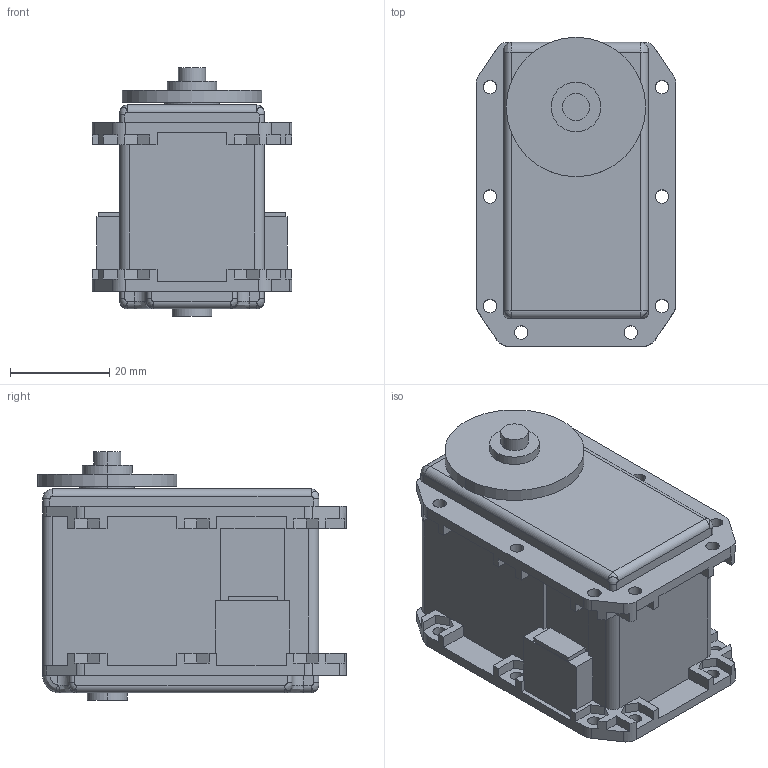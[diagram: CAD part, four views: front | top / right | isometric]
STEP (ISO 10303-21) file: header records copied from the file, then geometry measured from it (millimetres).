
FILE_DESCRIPTION (( 'STEP AP203' ), '1' );
FILE_NAME ('MX-64T_Default_sldprt.STEP', '2019-11-22T17:57:29', ( 'Windows-bruger' ), ( '' ), 'SwSTEP 2.0', 'SolidWorks 2018', '' );
FILE_SCHEMA (( 'CONFIG_CONTROL_DESIGN' ));
Length unit declared in the file: millimetre
Products named in the file (1): MX-64T_Default_sldprt
Bounding box: 40.2 x 62.1 x 50 mm (x, y, z)
Volume: 72402.3 mm3; surface area: 15574.6 mm2
Topology: 1 solids, 1 shells, 366 faces, 998 edges, 636 vertices
Faces by surface type: plane 244, cylinder 96, bspline 26
Entity records: 12323 total; most frequent: CARTESIAN_POINT 3022, ORIENTED_EDGE 1980, DIRECTION 1818, EDGE_CURVE 990, VECTOR 748, LINE 748, VERTEX_POINT 636, AXIS2_PLACEMENT_3D 535
